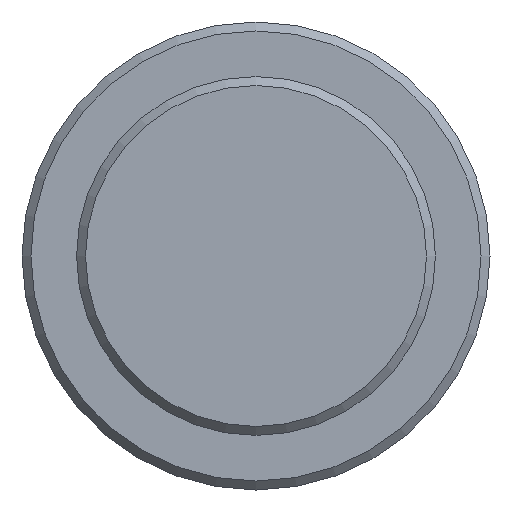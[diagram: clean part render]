
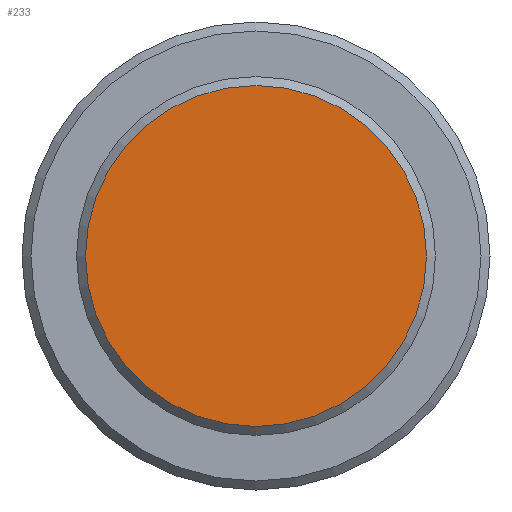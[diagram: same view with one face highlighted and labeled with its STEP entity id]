
A CAD part, front view. The second image highlights one B-rep face of the part: STEP entity #233.
In plain terms, the highlighted planar face has unit normal (0, -1, 0).
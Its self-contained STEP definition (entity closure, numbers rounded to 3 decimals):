
#22=PLANE('',#262);
#56=FACE_OUTER_BOUND('',#76,.T.);
#76=EDGE_LOOP('',(#170));
#109=CIRCLE('',#259,5.7);
#125=VERTEX_POINT('',#367);
#145=EDGE_CURVE('',#125,#125,#109,.T.);
#170=ORIENTED_EDGE('',*,*,#145,.F.);
#233=ADVANCED_FACE('',(#56),#22,.F.);
#259=AXIS2_PLACEMENT_3D('',#368,#297,#298);
#262=AXIS2_PLACEMENT_3D('',#372,#303,#304);
#297=DIRECTION('center_axis',(0.,1.,0.));
#298=DIRECTION('ref_axis',(1.,0.,0.));
#303=DIRECTION('center_axis',(0.,1.,0.));
#304=DIRECTION('ref_axis',(0.,0.,1.));
#367=CARTESIAN_POINT('',(-5.7,-123.,0.));
#368=CARTESIAN_POINT('Origin',(0.,-123.,0.));
#372=CARTESIAN_POINT('Origin',(0.,-123.,0.));
